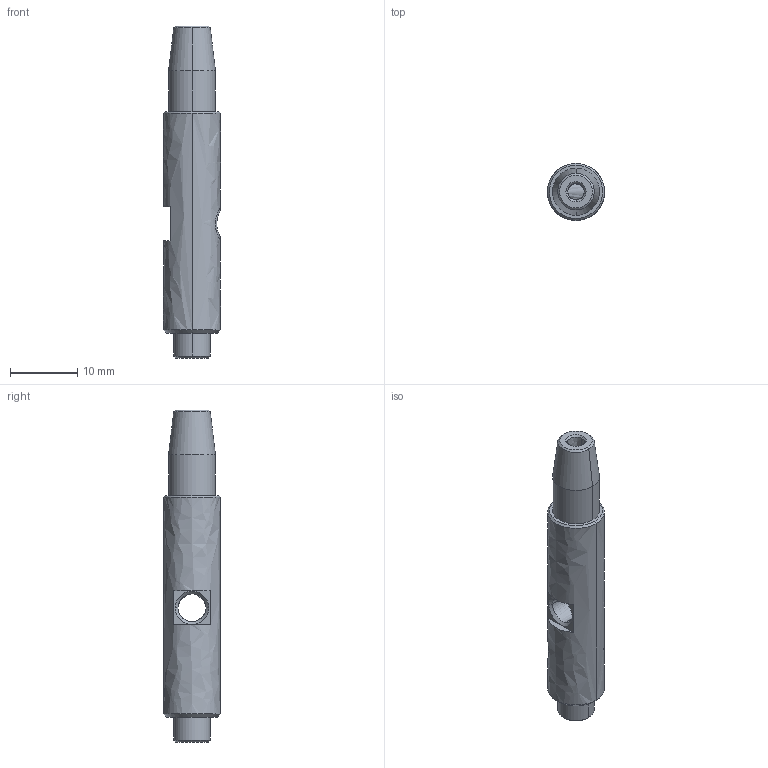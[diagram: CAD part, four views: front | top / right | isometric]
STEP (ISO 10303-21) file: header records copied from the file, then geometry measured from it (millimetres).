
FILE_DESCRIPTION(('FreeCAD Model'),'2;1');
FILE_NAME('Open CASCADE Shape Model','2024-12-02T14:30:46',(''),(''), 'Open CASCADE STEP processor 7.6','FreeCAD','Unknown');
FILE_SCHEMA(('AUTOMOTIVE_DESIGN { 1 0 10303 214 1 1 1 1 }'));
Length unit declared in the file: millimetre
Products named in the file (5): SM_FRONT_PLUNG; SOLID004; COMPOUND023; COMPOUND021; COMPOUND022
Assembly tree (4 placements, depth 3):
  SM_FRONT_PLUNG
    SOLID004
    COMPOUND023
      COMPOUND021
      COMPOUND022
Bounding box: 8.5 x 8.5 x 49.5 mm (x, y, z)
Volume: 2131.9 mm3; surface area: 1936.5 mm2
Topology: 1 solids, 3 shells, 35 faces, 76 edges, 46 vertices
Faces by surface type: bspline 35
Entity records: 1440 total; most frequent: CARTESIAN_POINT 651, ORIENTED_EDGE 144, DIRECTION 114, EDGE_CURVE 76, VERTEX_POINT 46, FACE_BOUND 42, EDGE_LOOP 42, AXIS2_PLACEMENT_3D 41
